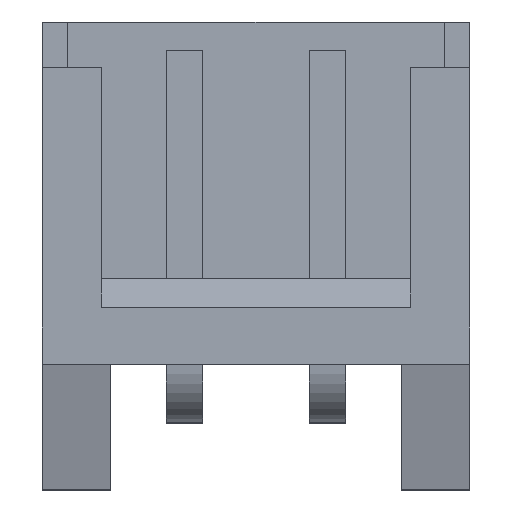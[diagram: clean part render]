
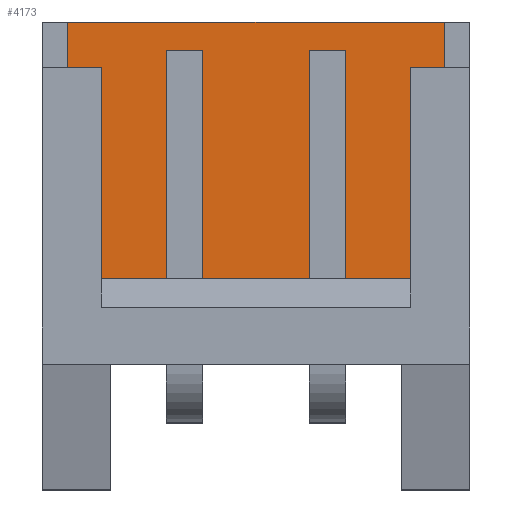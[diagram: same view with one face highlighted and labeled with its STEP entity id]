
A CAD part, top view. The second image highlights one B-rep face of the part: STEP entity #4173.
In plain terms, the highlighted planar face has unit normal (0, 0, 1).
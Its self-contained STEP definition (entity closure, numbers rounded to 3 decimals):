
#1684 = PLANE('',#1685);
#1685 = AXIS2_PLACEMENT_3D('',#1686,#1687,#1688);
#1686 = CARTESIAN_POINT('',(5.,2.2,2.7));
#1687 = DIRECTION('',(0.,-1.,0.));
#1688 = DIRECTION('',(0.,0.,-1.));
#1740 = PLANE('',#1741);
#1741 = AXIS2_PLACEMENT_3D('',#1742,#1743,#1744);
#1742 = CARTESIAN_POINT('',(5.,6.7,0.9));
#1743 = DIRECTION('',(0.,-1.,0.));
#1744 = DIRECTION('',(-1.,0.,0.));
#2803 = VERTEX_POINT('',#2804);
#2804 = CARTESIAN_POINT('',(-2.05,6.7,0.9));
#2818 = PLANE('',#2819);
#2819 = AXIS2_PLACEMENT_3D('',#2820,#2821,#2822);
#2820 = CARTESIAN_POINT('',(-2.05,6.7,0.9));
#2821 = DIRECTION('',(-1.,0.,0.));
#2822 = DIRECTION('',(0.,0.,1.));
#2830 = EDGE_CURVE('',#2831,#2803,#2833,.T.);
#2831 = VERTEX_POINT('',#2832);
#2832 = CARTESIAN_POINT('',(4.55,6.7,0.9));
#2833 = SURFACE_CURVE('',#2834,(#2838,#2845),.PCURVE_S1.);
#2834 = LINE('',#2835,#2836);
#2835 = CARTESIAN_POINT('',(5.,6.7,0.9));
#2836 = VECTOR('',#2837,1.);
#2837 = DIRECTION('',(-1.,0.,0.));
#2838 = PCURVE('',#1740,#2839);
#2839 = DEFINITIONAL_REPRESENTATION('',(#2840),#2844);
#2840 = LINE('',#2841,#2842);
#2841 = CARTESIAN_POINT('',(0.,0.));
#2842 = VECTOR('',#2843,1.);
#2843 = DIRECTION('',(1.,0.));
#2844 = ( GEOMETRIC_REPRESENTATION_CONTEXT(2) 
PARAMETRIC_REPRESENTATION_CONTEXT() REPRESENTATION_CONTEXT('2D SPACE',''
  ) );
#2845 = PCURVE('',#2846,#2851);
#2846 = PLANE('',#2847);
#2847 = AXIS2_PLACEMENT_3D('',#2848,#2849,#2850);
#2848 = CARTESIAN_POINT('',(5.,6.7,0.9));
#2849 = DIRECTION('',(0.,0.,-1.));
#2850 = DIRECTION('',(-1.,0.,0.));
#2851 = DEFINITIONAL_REPRESENTATION('',(#2852),#2856);
#2852 = LINE('',#2853,#2854);
#2853 = CARTESIAN_POINT('',(0.,0.));
#2854 = VECTOR('',#2855,1.);
#2855 = DIRECTION('',(1.,0.));
#2856 = ( GEOMETRIC_REPRESENTATION_CONTEXT(2) 
PARAMETRIC_REPRESENTATION_CONTEXT() REPRESENTATION_CONTEXT('2D SPACE',''
  ) );
#2874 = PLANE('',#2875);
#2875 = AXIS2_PLACEMENT_3D('',#2876,#2877,#2878);
#2876 = CARTESIAN_POINT('',(4.55,6.7,0.9));
#2877 = DIRECTION('',(1.,0.,0.));
#2878 = DIRECTION('',(0.,0.,-1.));
#3323 = VERTEX_POINT('',#3324);
#3324 = CARTESIAN_POINT('',(4.55,2.2,0.9));
#3345 = EDGE_CURVE('',#3323,#3346,#3348,.T.);
#3346 = VERTEX_POINT('',#3347);
#3347 = CARTESIAN_POINT('',(-2.05,2.2,0.9));
#3348 = SURFACE_CURVE('',#3349,(#3353,#3360),.PCURVE_S1.);
#3349 = LINE('',#3350,#3351);
#3350 = CARTESIAN_POINT('',(5.,2.2,0.9));
#3351 = VECTOR('',#3352,1.);
#3352 = DIRECTION('',(-1.,0.,0.));
#3353 = PCURVE('',#1684,#3354);
#3354 = DEFINITIONAL_REPRESENTATION('',(#3355),#3359);
#3355 = LINE('',#3356,#3357);
#3356 = CARTESIAN_POINT('',(1.8,0.));
#3357 = VECTOR('',#3358,1.);
#3358 = DIRECTION('',(0.,-1.));
#3359 = ( GEOMETRIC_REPRESENTATION_CONTEXT(2) 
PARAMETRIC_REPRESENTATION_CONTEXT() REPRESENTATION_CONTEXT('2D SPACE',''
  ) );
#3360 = PCURVE('',#2846,#3361);
#3361 = DEFINITIONAL_REPRESENTATION('',(#3362),#3366);
#3362 = LINE('',#3363,#3364);
#3363 = CARTESIAN_POINT('',(0.,-4.5));
#3364 = VECTOR('',#3365,1.);
#3365 = DIRECTION('',(1.,0.));
#3366 = ( GEOMETRIC_REPRESENTATION_CONTEXT(2) 
PARAMETRIC_REPRESENTATION_CONTEXT() REPRESENTATION_CONTEXT('2D SPACE',''
  ) );
#4081 = EDGE_CURVE('',#2831,#3323,#4082,.T.);
#4082 = SURFACE_CURVE('',#4083,(#4087,#4094),.PCURVE_S1.);
#4083 = LINE('',#4084,#4085);
#4084 = CARTESIAN_POINT('',(4.55,6.7,0.9));
#4085 = VECTOR('',#4086,1.);
#4086 = DIRECTION('',(0.,-1.,0.));
#4087 = PCURVE('',#2874,#4088);
#4088 = DEFINITIONAL_REPRESENTATION('',(#4089),#4093);
#4089 = LINE('',#4090,#4091);
#4090 = CARTESIAN_POINT('',(0.,0.));
#4091 = VECTOR('',#4092,1.);
#4092 = DIRECTION('',(0.,-1.));
#4093 = ( GEOMETRIC_REPRESENTATION_CONTEXT(2) 
PARAMETRIC_REPRESENTATION_CONTEXT() REPRESENTATION_CONTEXT('2D SPACE',''
  ) );
#4094 = PCURVE('',#2846,#4095);
#4095 = DEFINITIONAL_REPRESENTATION('',(#4096),#4100);
#4096 = LINE('',#4097,#4098);
#4097 = CARTESIAN_POINT('',(0.45,0.));
#4098 = VECTOR('',#4099,1.);
#4099 = DIRECTION('',(0.,-1.));
#4100 = ( GEOMETRIC_REPRESENTATION_CONTEXT(2) 
PARAMETRIC_REPRESENTATION_CONTEXT() REPRESENTATION_CONTEXT('2D SPACE',''
  ) );
#4130 = EDGE_CURVE('',#2803,#3346,#4131,.T.);
#4131 = SURFACE_CURVE('',#4132,(#4136,#4143),.PCURVE_S1.);
#4132 = LINE('',#4133,#4134);
#4133 = CARTESIAN_POINT('',(-2.05,6.7,0.9));
#4134 = VECTOR('',#4135,1.);
#4135 = DIRECTION('',(0.,-1.,0.));
#4136 = PCURVE('',#2818,#4137);
#4137 = DEFINITIONAL_REPRESENTATION('',(#4138),#4142);
#4138 = LINE('',#4139,#4140);
#4139 = CARTESIAN_POINT('',(0.,0.));
#4140 = VECTOR('',#4141,1.);
#4141 = DIRECTION('',(0.,-1.));
#4142 = ( GEOMETRIC_REPRESENTATION_CONTEXT(2) 
PARAMETRIC_REPRESENTATION_CONTEXT() REPRESENTATION_CONTEXT('2D SPACE',''
  ) );
#4143 = PCURVE('',#2846,#4144);
#4144 = DEFINITIONAL_REPRESENTATION('',(#4145),#4149);
#4145 = LINE('',#4146,#4147);
#4146 = CARTESIAN_POINT('',(7.05,0.));
#4147 = VECTOR('',#4148,1.);
#4148 = DIRECTION('',(0.,-1.));
#4149 = ( GEOMETRIC_REPRESENTATION_CONTEXT(2) 
PARAMETRIC_REPRESENTATION_CONTEXT() REPRESENTATION_CONTEXT('2D SPACE',''
  ) );
#4173 = ADVANCED_FACE('',(#4174),#2846,.F.);
#4174 = FACE_BOUND('',#4175,.T.);
#4175 = EDGE_LOOP('',(#4176,#4177,#4178,#4179));
#4176 = ORIENTED_EDGE('',*,*,#4130,.T.);
#4177 = ORIENTED_EDGE('',*,*,#3345,.F.);
#4178 = ORIENTED_EDGE('',*,*,#4081,.F.);
#4179 = ORIENTED_EDGE('',*,*,#2830,.T.);
